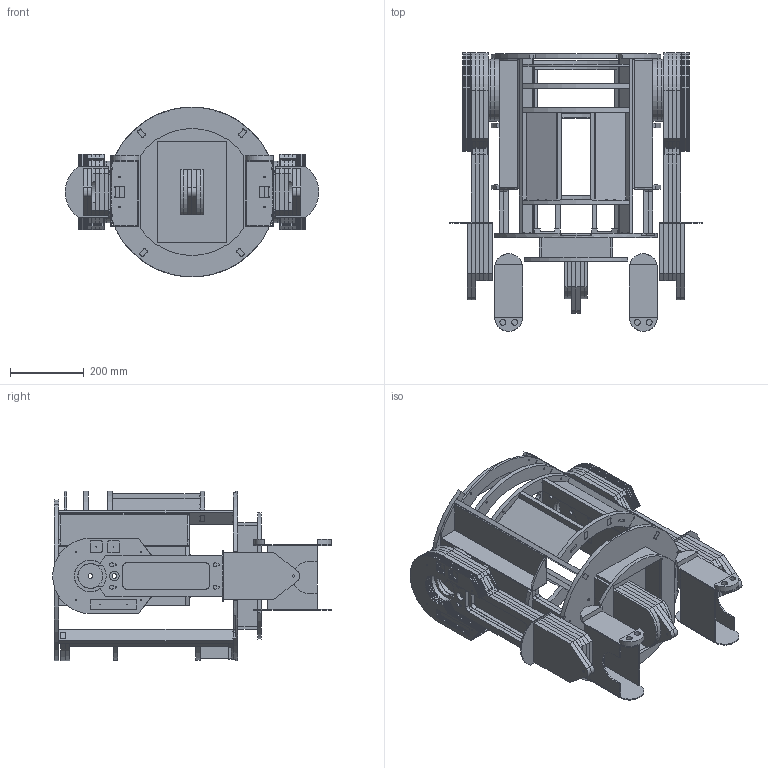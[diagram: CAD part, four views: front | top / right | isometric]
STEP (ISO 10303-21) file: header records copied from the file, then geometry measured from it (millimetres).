
FILE_DESCRIPTION(/* description */ (''),/* implementation_level */ '2;1');
FILE_NAME(/* name */ 'Solaris CSR Kit.step',/* time_stamp */ '2020-09-21T06:57:26+09:00',/* author */ (''),/* organization */ (''),/* preprocessor_version */ 'ST-DEVELOPER v18.1',/* originating_system */ 'Autodesk Translation Framework v9.3.0.1241',/* authorisation */ '');
FILE_SCHEMA (('AUTOMOTIVE_DESIGN { 1 0 10303 214 3 1 1 }'));
Length unit declared in the file: millimetre
Products named in the file (84): Solaris CSR Kit; Top Plate; Side Plate; Bottom Plate; Front Support; Rear Support; LDP UAC; UAC Hor; Vent Top; Vent Bottom; Vent Side; Skin Mounts; Rear Hor; Panel; Solaris Hub v1 v1 v1; Hub; Hub Plate 1; Hub Plate 3; Hub Plate 2; Solaris Hub v1 v1 v1 (1); Hub (1); Hub Plate 1 (1); Hub Plate 3 (1); Hub Plate 2 (1); Solaris Leg v1 v1 v1; Bottom Plate (1); Bottom Middle; Ankle Top; Ankle Bottom; Insert Plate (1); Top Plate V2; Solaris Leg v1 v1 v1 (1); Bottom Plate (2); Bottom Middle (1); Ankle Top (1); Ankle Bottom (1); Insert Plate (1) (1); Top Plate V2 (1); Solaris Door Rigid v1; Solaris Door ...
Assembly tree (106 placements, depth 4):
  Solaris CSR Kit
    Top Plate
    Side Plate  x5
    Bottom Plate
    Front Support  x2
    Rear Support  x2
    LDP UAC
    UAC Hor
    Vent Top
    Vent Bottom
    Vent Side  x2
    Skin Mounts  x4
    Rear Hor
    Panel  x2
    Solaris Hub v1 v1 v1
      Hub
        Hub Plate 1
        Hub Plate 3
        Hub Plate 2
    Solaris Hub v1 v1 v1 (1)
      Hub (1)
        Hub Plate 1 (1)
        Hub Plate 3 (1)
        Hub Plate 2 (1)
    Solaris Leg v1 v1 v1
      Bottom Plate (1)
      Bottom Middle
      Ankle Top
      Ankle Bottom
      Insert Plate (1)
      Top Plate V2
    Solaris Leg v1 v1 v1 (1)
      Bottom Plate (2)
      Bottom Middle (1)
      Ankle Top (1)
      Ankle Bottom (1)
      Insert Plate (1) (1)
      Top Plate V2 (1)
    Solaris Door Rigid v1
      Solaris Door
        Top Plate (3)
        Sides  x2
        Middle Hor
        Bottom Upright  x2
        Lower Hor
        Bottom Left
        Bottom Right
    Solaris Horseshoe v1 v1
      Wide Bottom
      Small Bottom
      Wide  x3
      Small  x2
      Shim V4
    Wide Bottom(Mirror)
    Small Bottom(Mirror)
    Wide(Mirror)  x3
    Small(Mirror)  x2
    Shim V4(Mirror)
    Center Ankle v1
      Center
Bounding box: 686.15 x 753.95 x 459.49 mm (x, y, z)
Volume: 21926412.4 mm3; surface area: 5824259.8 mm2
Topology: 100 solids, 100 shells, 2390 faces, 6562 edges, 4372 vertices
Faces by surface type: plane 1392, cylinder 990, cone 8
Full cylindrical faces by diameter (mm): 2 x24, 3 x15, 3.175 x62, 4 x49, 5 x2, 6 x12, 12.5 x94, 15.875 x4, 22 x1, 25.4 x8, 67 x2, 86 x2, 88.9 x5, 167 x6
Entity records: 59640 total; most frequent: DIRECTION 10170, CARTESIAN_POINT 9917, ORIENTED_EDGE 9572, EDGE_CURVE 4786, AXIS2_PLACEMENT_3D 3441, LINE 3288, VECTOR 3288, VERTEX_POINT 3188
